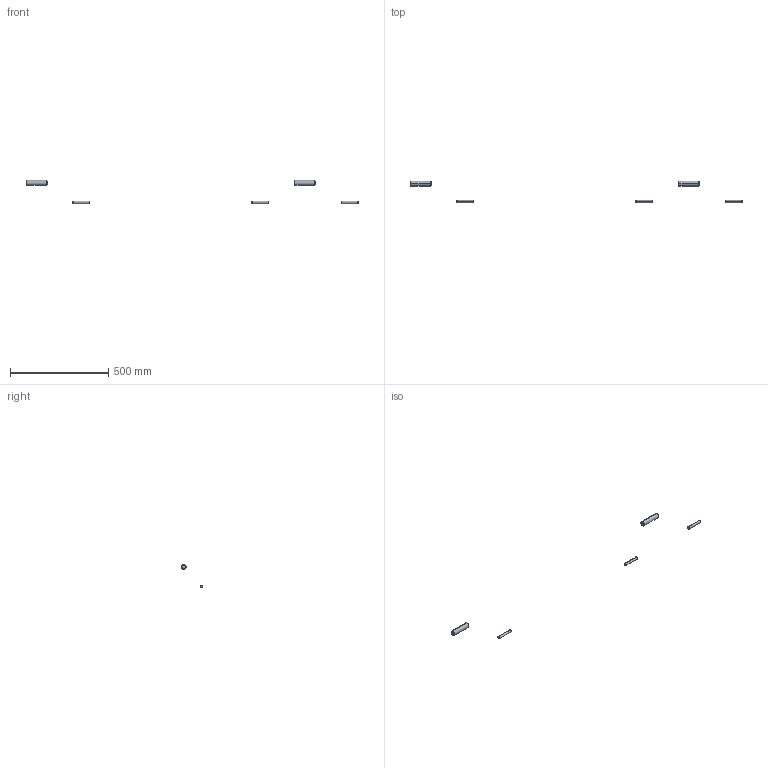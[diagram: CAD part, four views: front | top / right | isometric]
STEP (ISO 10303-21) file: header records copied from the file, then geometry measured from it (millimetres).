
FILE_DESCRIPTION (( 'STEP AP203' ), '1' );
FILE_NAME ('GrappleRake_Hardware.STEP', '2023-07-27T05:56:56', ( '' ), ( '' ), 'SwSTEP 2.0', 'SolidWorks 2021', '' );
FILE_SCHEMA (( 'CONFIG_CONTROL_DESIGN' ));
Length unit declared in the file: centimetre
Products named in the file (8): Part 14-1; Lift Arm _1_; Part 10; Part 12-1; Part 3-1; Part 15-1; Grapple Rake _1_; GrappleRake_Hardware
Assembly tree (7 placements, depth 4):
  GrappleRake_Hardware
    Lift Arm _1_
      Grapple Rake _1_
        Part 12-1
        Part 3-1
        Part 14-1
        Part 15-1
        Part 10
Bounding box: 1687.16 x 111.3 x 117.73 mm (x, y, z)
Volume: 140225 mm3; surface area: 29387.4 mm2
Topology: 5 solids, 5 shells, 40 faces, 70 edges, 40 vertices
Faces by surface type: cone 20, cylinder 10, plane 10
Entity records: 1812 total; most frequent: DIRECTION 214, CARTESIAN_POINT 162, ORIENTED_EDGE 140, AXIS2_PLACEMENT_3D 92, PERSON_AND_ORGANIZATION 71, EDGE_CURVE 70, DATE_AND_TIME 54, LOCAL_TIME 54
